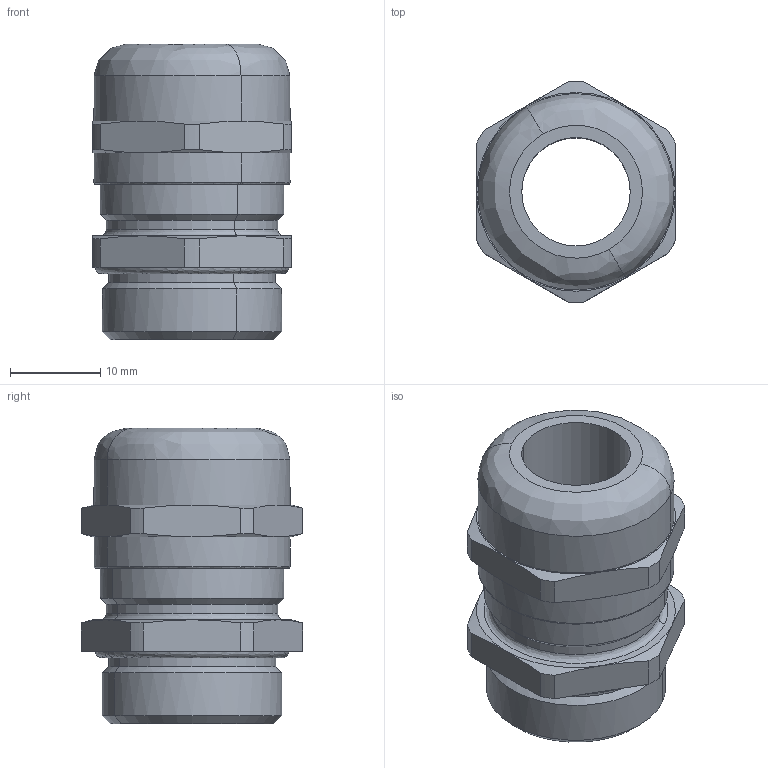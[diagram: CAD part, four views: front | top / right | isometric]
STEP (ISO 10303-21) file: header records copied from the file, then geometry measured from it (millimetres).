
FILE_DESCRIPTION(('CATIA V5R24 STEP','CAx-IF Rec.Pracs.--- Model Styling and Organization---1.2---2011-12-15'),'2;1');
FILE_NAME ('D1446441_0_1009860000_1009860000.stp','2018-01-18T10:46:55+00:00',('none'),('Weidmueller'),'CATIA Version 5-6 Release 2014 SP4 HF52','CATIA V5 STEP AP214','none');
FILE_SCHEMA(('AUTOMOTIVE_DESIGN { 1 0 10303 214 1 1 1 1 }'));
Length unit declared in the file: millimetre
Products named in the file (1): 1009860000_VGM20-SS_68_KB_6-12
Bounding box: 22 x 24.49 x 32.7 mm (x, y, z)
Volume: 7663 mm3; surface area: 4172 mm2
Topology: 1 solids, 1 shells, 77 faces, 198 edges, 128 vertices
Faces by surface type: cylinder 26, cone 24, plane 19, bspline 8
Entity records: 3019 total; most frequent: CARTESIAN_POINT 1268, ORIENTED_EDGE 396, DIRECTION 245, EDGE_CURVE 198, VERTEX_POINT 128, AXIS2_PLACEMENT_3D 127, EDGE_LOOP 84, ADVANCED_FACE 77
